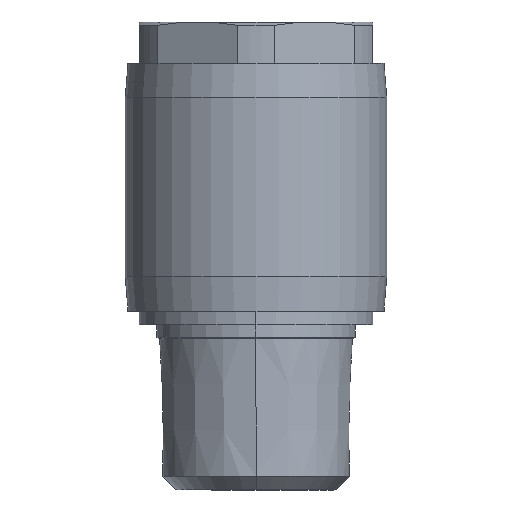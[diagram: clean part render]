
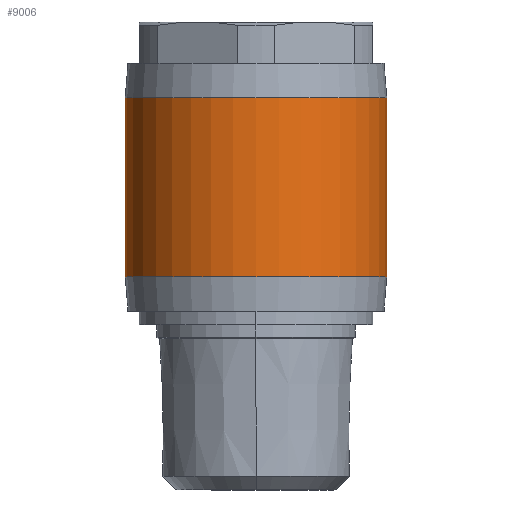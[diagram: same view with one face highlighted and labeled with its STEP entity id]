
A CAD part, left-side view. The second image highlights one B-rep face of the part: STEP entity #9006.
In plain terms, the highlighted cylindrical face has radius 9.5 mm (diameter 19 mm), a partial arc.
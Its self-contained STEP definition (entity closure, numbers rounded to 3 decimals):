
#29 = CARTESIAN_POINT ( 'NONE',  ( 2., -9.5, 0. ) ) ;
#871 = ORIENTED_EDGE ( 'NONE', *, *, #7650, .T. ) ;
#1056 = AXIS2_PLACEMENT_3D ( 'NONE', #3962, #10674, #8965 ) ;
#1569 = FACE_OUTER_BOUND ( 'NONE', #9905, .T. ) ;
#1949 = VERTEX_POINT ( 'NONE', #5391 ) ;
#2317 = VERTEX_POINT ( 'NONE', #6944 ) ;
#2514 = CARTESIAN_POINT ( 'NONE',  ( 2., 9.5, 6.5 ) ) ;
#2760 = ORIENTED_EDGE ( 'NONE', *, *, #9048, .T. ) ;
#3154 = AXIS2_PLACEMENT_3D ( 'NONE', #6286, #7081, #4670 ) ;
#3962 = CARTESIAN_POINT ( 'NONE',  ( 2., 0., 6.5 ) ) ;
#4065 = VERTEX_POINT ( 'NONE', #2514 ) ;
#4204 = ORIENTED_EDGE ( 'NONE', *, *, #8167, .F. ) ;
#4670 = DIRECTION ( 'NONE',  ( 0., -1., 0. ) ) ;
#5391 = CARTESIAN_POINT ( 'NONE',  ( 2., -9.5, 6.5 ) ) ;
#5766 = CARTESIAN_POINT ( 'NONE',  ( 2., -9.5, -6.5 ) ) ;
#6043 = VECTOR ( 'NONE', #6810, 1000. ) ;
#6286 = CARTESIAN_POINT ( 'NONE',  ( 2., 0., 0. ) ) ;
#6810 = DIRECTION ( 'NONE',  ( 0., 0., 1. ) ) ;
#6944 = CARTESIAN_POINT ( 'NONE',  ( 2., 9.5, -6.5 ) ) ;
#6980 = ORIENTED_EDGE ( 'NONE', *, *, #10430, .T. ) ;
#7081 = DIRECTION ( 'NONE',  ( 0., 0., 1. ) ) ;
#7274 = CIRCLE ( 'NONE', #10008, 9.5 ) ;
#7325 = LINE ( 'NONE', #8542, #6043 ) ;
#7650 = EDGE_CURVE ( 'NONE', #4065, #1949, #8714, .T. ) ;
#7782 = VERTEX_POINT ( 'NONE', #5766 ) ;
#7810 = VECTOR ( 'NONE', #8297, 1000. ) ;
#7923 = DIRECTION ( 'NONE',  ( 0., -1., 0. ) ) ;
#8167 = EDGE_CURVE ( 'NONE', #7782, #1949, #10010, .T. ) ;
#8297 = DIRECTION ( 'NONE',  ( 0., 0., 1. ) ) ;
#8542 = CARTESIAN_POINT ( 'NONE',  ( 2., 9.5, 0. ) ) ;
#8661 = CARTESIAN_POINT ( 'NONE',  ( 2., 0., -6.5 ) ) ;
#8714 = CIRCLE ( 'NONE', #1056, 9.5 ) ;
#8965 = DIRECTION ( 'NONE',  ( 0., -1., 0. ) ) ;
#9006 = ADVANCED_FACE ( 'NONE', ( #1569 ), #10484, .T. ) ;
#9048 = EDGE_CURVE ( 'NONE', #7782, #2317, #7274, .T. ) ;
#9507 = DIRECTION ( 'NONE',  ( 0., 0., 1. ) ) ;
#9905 = EDGE_LOOP ( 'NONE', ( #2760, #6980, #871, #4204 ) ) ;
#10008 = AXIS2_PLACEMENT_3D ( 'NONE', #8661, #9507, #7923 ) ;
#10010 = LINE ( 'NONE', #29, #7810 ) ;
#10430 = EDGE_CURVE ( 'NONE', #2317, #4065, #7325, .T. ) ;
#10484 = CYLINDRICAL_SURFACE ( 'NONE', #3154, 9.5 ) ;
#10674 = DIRECTION ( 'NONE',  ( 0., 0., -1. ) ) ;
